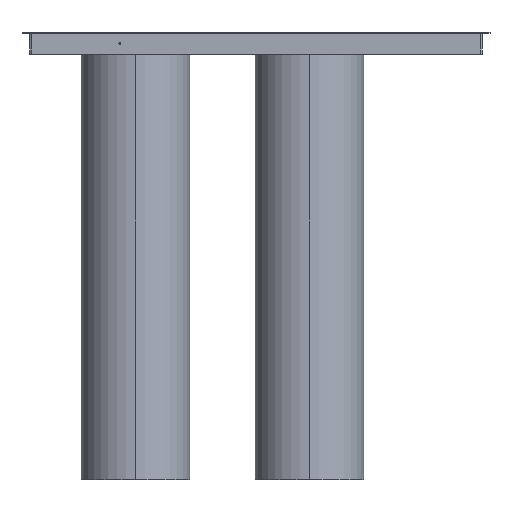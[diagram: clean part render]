
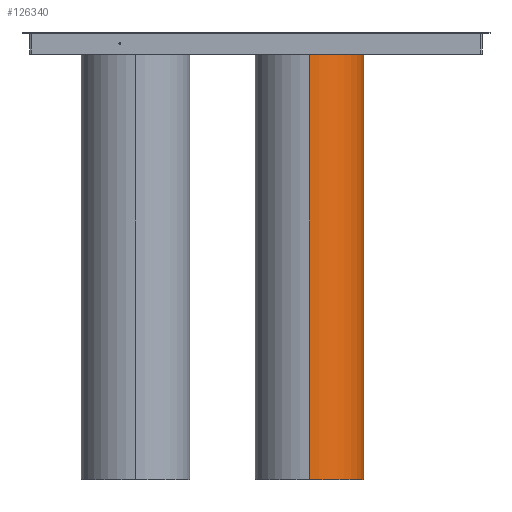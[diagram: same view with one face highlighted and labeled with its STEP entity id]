
A CAD part, front view. The second image highlights one B-rep face of the part: STEP entity #126340.
In plain terms, the highlighted cylindrical face has radius 62.5 mm (diameter 125 mm), a partial arc.
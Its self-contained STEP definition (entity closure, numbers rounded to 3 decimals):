
#122820=CARTESIAN_POINT('',(0.,0.,-250.));
#122830=DIRECTION('',(0.,0.,-1.));
#122840=DIRECTION('',(-1.,0.,0.));
#122850=AXIS2_PLACEMENT_3D('',#122820,#122830,#122840);
#122860=CIRCLE('',#122850,62.5);
#122890=CARTESIAN_POINT('',(-62.5,0.,-250.));
#122900=VERTEX_POINT('',#122890);
#122930=CARTESIAN_POINT('',(-62.5,0.,250.));
#122940=DIRECTION('',(0.,0.,-1.));
#122950=VECTOR('',#122940,1.);
#122960=LINE('',#122930,#122950);
#122970=CARTESIAN_POINT('',(-62.5,0.,250.));
#122980=VERTEX_POINT('',#122970);
#122990=EDGE_CURVE('',#122980,#122900,#122960,.T.);
#123010=CARTESIAN_POINT('',(0.,0.,250.));
#123020=DIRECTION('',(0.,0.,-1.));
#123030=DIRECTION('',(-1.,0.,0.));
#123040=AXIS2_PLACEMENT_3D('',#123010,#123020,#123030);
#123050=CIRCLE('',#123040,62.5);
#123060=CARTESIAN_POINT('',(62.5,0.,250.));
#123070=VERTEX_POINT('',#123060);
#123100=CARTESIAN_POINT('',(62.5,0.,250.));
#123110=DIRECTION('',(0.,0.,-1.));
#123120=VECTOR('',#123110,1.);
#123130=LINE('',#123100,#123120);
#123140=CARTESIAN_POINT('',(62.5,0.,-250.));
#123150=VERTEX_POINT('',#123140);
#123160=EDGE_CURVE('',#123070,#123150,#123130,.T.);
#124820=EDGE_CURVE('',#122900,#123150,#122860,.T.);
#125540=CARTESIAN_POINT('',(0.,62.5,250.));
#125550=VERTEX_POINT('',#125540);
#125560=EDGE_CURVE('',#125550,#123070,#123050,.T.);
#125590=EDGE_CURVE('',#122980,#125550,#123050,.T.);
#126220=CARTESIAN_POINT('',(0.,0.,250.));
#126230=DIRECTION('',(0.,0.,-1.));
#126240=DIRECTION('',(-1.,0.,0.));
#126250=AXIS2_PLACEMENT_3D('',#126220,#126230,#126240);
#126260=CYLINDRICAL_SURFACE('',#126250,62.5);
#126270=ORIENTED_EDGE('',*,*,#122990,.F.);
#126280=ORIENTED_EDGE('',*,*,#124820,.F.);
#126290=ORIENTED_EDGE('',*,*,#123160,.T.);
#126300=ORIENTED_EDGE('',*,*,#125560,.T.);
#126310=ORIENTED_EDGE('',*,*,#125590,.T.);
#126320=EDGE_LOOP('',(#126310,#126300,#126290,#126280,#126270));
#126330=FACE_OUTER_BOUND('',#126320,.T.);
#126340=ADVANCED_FACE('',(#126330),#126260,.T.);
